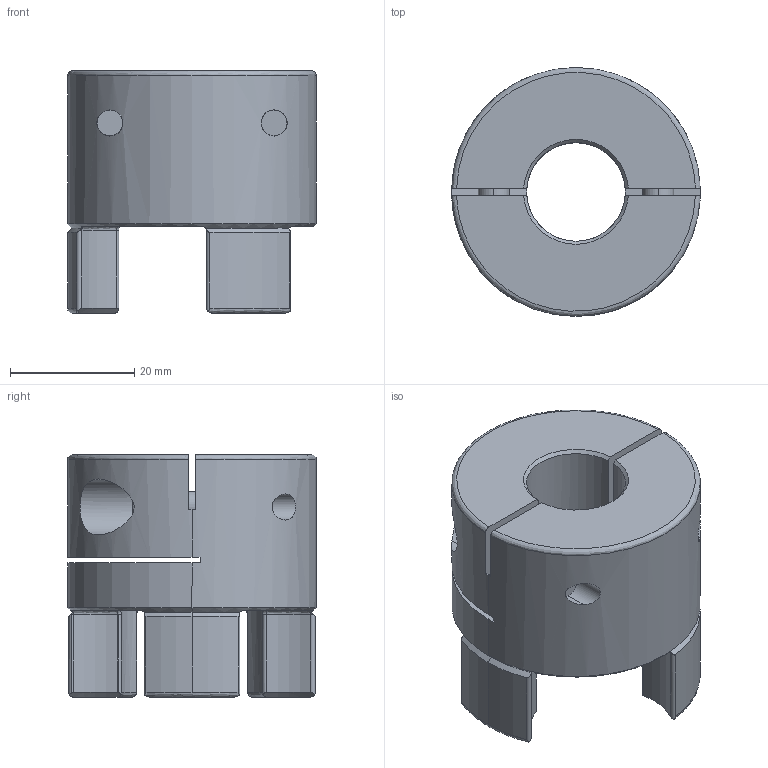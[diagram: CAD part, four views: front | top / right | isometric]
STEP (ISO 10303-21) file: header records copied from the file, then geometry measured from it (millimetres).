
FILE_DESCRIPTION (( 'STEP AP203' ), '1' );
FILE_NAME ('SJCB-40C-15.875.step', '2021-04-15T12:46:29', ( '' ), ( '' ), 'SwSTEP 2.0', 'SolidWorks 2021', '' );
FILE_SCHEMA (( 'CONFIG_CONTROL_DESIGN' ));
Length unit declared in the file: inch
Products named in the file (1): SJCB-40C-15.875
Bounding box: 40 x 40 x 39 mm (x, y, z)
Volume: 27979.9 mm3; surface area: 11586 mm2
Topology: 3 solids, 3 shells, 184 faces, 461 edges, 284 vertices
Faces by surface type: cylinder 68, plane 50, bspline 38, cone 28
Entity records: 7408 total; most frequent: CARTESIAN_POINT 3255, ORIENTED_EDGE 914, DIRECTION 775, EDGE_CURVE 457, AXIS2_PLACEMENT_3D 312, VERTEX_POINT 284, EDGE_LOOP 199, FACE_OUTER_BOUND 184
